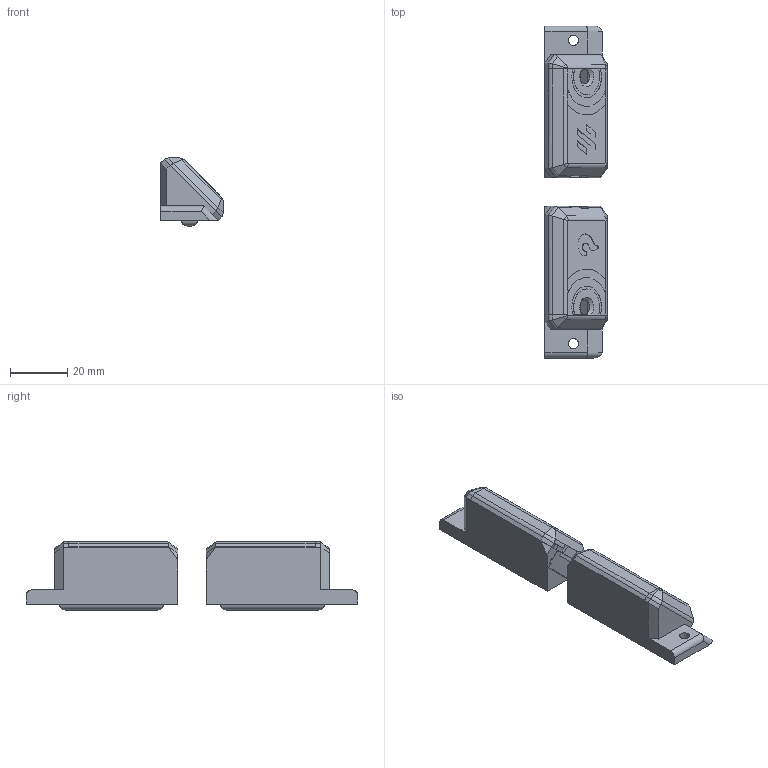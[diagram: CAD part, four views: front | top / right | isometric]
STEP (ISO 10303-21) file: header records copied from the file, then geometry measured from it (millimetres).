
FILE_DESCRIPTION(/* description */ (''),/* implementation_level */ '2;1');
FILE_NAME(/* name */ 'flame_detector.step',/* time_stamp */ '2022-10-20T15:28:45-03:00',/* author */ (''),/* organization */ (''),/* preprocessor_version */ 'ST-DEVELOPER v19',/* originating_system */ 'Autodesk Translation Framework v11.7.0.108',/* authorisation */ '');
FILE_SCHEMA (('AUTOMOTIVE_DESIGN { 1 0 10303 214 3 1 1 }'));
Length unit declared in the file: millimetre
Products named in the file (1): Suporte_Chama
Bounding box: 21.77 x 116 x 23.77 mm (x, y, z)
Volume: 21093.4 mm3; surface area: 17386.7 mm2
Topology: 6 solids, 6 shells, 319 faces, 823 edges, 530 vertices
Faces by surface type: plane 226, cylinder 91, cone 2
Full cylindrical faces by diameter (mm): 0.2 x8, 1.6 x2, 3.5 x2
Entity records: 9621 total; most frequent: CARTESIAN_POINT 1681, ORIENTED_EDGE 1646, DIRECTION 1611, EDGE_CURVE 823, LINE 667, VECTOR 667, VERTEX_POINT 530, AXIS2_PLACEMENT_3D 472
